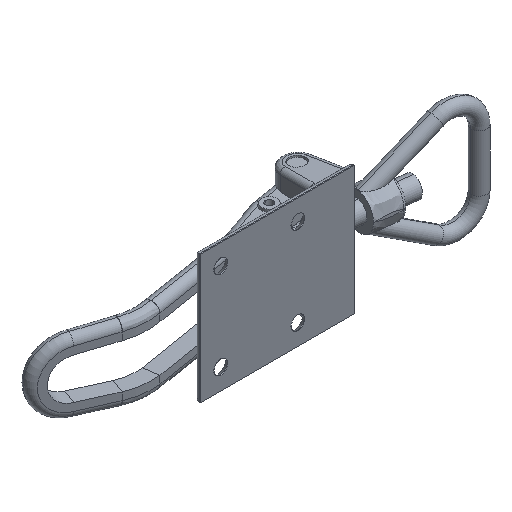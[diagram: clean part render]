
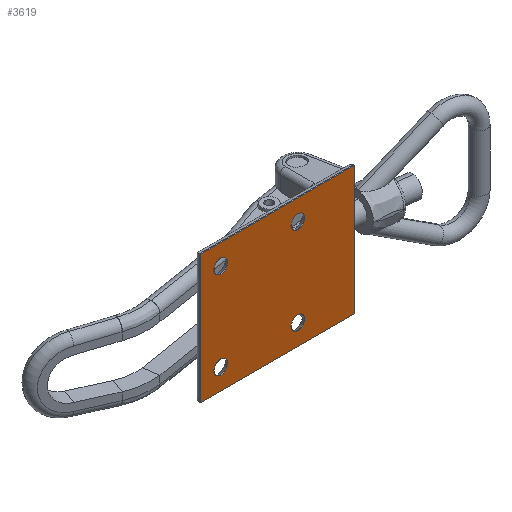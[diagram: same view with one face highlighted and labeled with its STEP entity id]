
A CAD part, isometric view. The second image highlights one B-rep face of the part: STEP entity #3619.
In plain terms, the highlighted planar face has unit normal (0, -1, 0).
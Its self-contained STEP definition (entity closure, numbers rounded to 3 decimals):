
#210 = PLANE ( 'NONE',  #3515 ) ;
#439 = CARTESIAN_POINT ( 'NONE',  ( -22., 0., -39.35 ) ) ;
#449 = VERTEX_POINT ( 'NONE', #439 ) ;
#504 = AXIS2_PLACEMENT_3D ( 'NONE', #4682, #671, #5344 ) ;
#575 = EDGE_LOOP ( 'NONE', ( #3312, #2141, #4975, #8376 ) ) ;
#583 = CARTESIAN_POINT ( 'NONE',  ( -52., 0., -44.65 ) ) ;
#600 = CIRCLE ( 'NONE', #2318, 2.65 ) ;
#605 = EDGE_CURVE ( 'NONE', #2397, #449, #915, .T. ) ;
#671 = DIRECTION ( 'NONE',  ( 0., 1., 0. ) ) ;
#737 = DIRECTION ( 'NONE',  ( 0., 1., 0. ) ) ;
#915 = CIRCLE ( 'NONE', #4597, 2.65 ) ;
#917 = CARTESIAN_POINT ( 'NONE',  ( -60., 0., 0. ) ) ;
#956 = CARTESIAN_POINT ( 'NONE',  ( -22., 0., -5.35 ) ) ;
#1011 = VERTEX_POINT ( 'NONE', #7463 ) ;
#1073 = ORIENTED_EDGE ( 'NONE', *, *, #1350, .T. ) ;
#1101 = VERTEX_POINT ( 'NONE', #6887 ) ;
#1284 = EDGE_CURVE ( 'NONE', #3639, #2193, #2601, .T. ) ;
#1350 = EDGE_CURVE ( 'NONE', #1101, #1875, #600, .T. ) ;
#1374 = CARTESIAN_POINT ( 'NONE',  ( -52., 0., -8. ) ) ;
#1430 = CIRCLE ( 'NONE', #2428, 2.65 ) ;
#1538 = VERTEX_POINT ( 'NONE', #4349 ) ;
#1858 = EDGE_CURVE ( 'NONE', #1875, #1101, #1430, .T. ) ;
#1875 = VERTEX_POINT ( 'NONE', #8601 ) ;
#2141 = ORIENTED_EDGE ( 'NONE', *, *, #3913, .F. ) ;
#2193 = VERTEX_POINT ( 'NONE', #2257 ) ;
#2194 = CIRCLE ( 'NONE', #504, 2.65 ) ;
#2257 = CARTESIAN_POINT ( 'NONE',  ( 0., 0., -50. ) ) ;
#2318 = AXIS2_PLACEMENT_3D ( 'NONE', #1374, #6061, #5644 ) ;
#2397 = VERTEX_POINT ( 'NONE', #3237 ) ;
#2428 = AXIS2_PLACEMENT_3D ( 'NONE', #3244, #7940, #3920 ) ;
#2460 = VECTOR ( 'NONE', #5586, 1000. ) ;
#2541 = EDGE_LOOP ( 'NONE', ( #2970, #7179 ) ) ;
#2601 = LINE ( 'NONE', #6539, #7724 ) ;
#2666 = FACE_OUTER_BOUND ( 'NONE', #575, .T. ) ;
#2769 = VECTOR ( 'NONE', #8000, 1000. ) ;
#2776 = CARTESIAN_POINT ( 'NONE',  ( -22., 0., -42. ) ) ;
#2879 = FACE_BOUND ( 'NONE', #6552, .T. ) ;
#2970 = ORIENTED_EDGE ( 'NONE', *, *, #8131, .T. ) ;
#3023 = DIRECTION ( 'NONE',  ( 0., 1., 0. ) ) ;
#3159 = CARTESIAN_POINT ( 'NONE',  ( -52., 0., -42. ) ) ;
#3163 = VECTOR ( 'NONE', #3417, 1000. ) ;
#3216 = ORIENTED_EDGE ( 'NONE', *, *, #7944, .T. ) ;
#3237 = CARTESIAN_POINT ( 'NONE',  ( -22., 0., -44.65 ) ) ;
#3244 = CARTESIAN_POINT ( 'NONE',  ( -52., 0., -8. ) ) ;
#3312 = ORIENTED_EDGE ( 'NONE', *, *, #1284, .F. ) ;
#3375 = VERTEX_POINT ( 'NONE', #956 ) ;
#3417 = DIRECTION ( 'NONE',  ( -1., 0., 0. ) ) ;
#3436 = DIRECTION ( 'NONE',  ( 0., 0., 1. ) ) ;
#3515 = AXIS2_PLACEMENT_3D ( 'NONE', #7587, #3574, #8282 ) ;
#3550 = DIRECTION ( 'NONE',  ( 0., 1., 0. ) ) ;
#3574 = DIRECTION ( 'NONE',  ( 0., 1., 0. ) ) ;
#3619 = ADVANCED_FACE ( 'NONE', ( #2879, #4433, #8019, #6227, #2666 ), #210, .F. ) ;
#3632 = EDGE_CURVE ( 'NONE', #1538, #7483, #4232, .T. ) ;
#3639 = VERTEX_POINT ( 'NONE', #6946 ) ;
#3808 = AXIS2_PLACEMENT_3D ( 'NONE', #3159, #7847, #3821 ) ;
#3821 = DIRECTION ( 'NONE',  ( 0., 0., 1. ) ) ;
#3845 = CIRCLE ( 'NONE', #6651, 2.65 ) ;
#3851 = AXIS2_PLACEMENT_3D ( 'NONE', #4738, #737, #5413 ) ;
#3913 = EDGE_CURVE ( 'NONE', #7483, #3639, #8121, .T. ) ;
#3920 = DIRECTION ( 'NONE',  ( 0., 0., 1. ) ) ;
#4078 = AXIS2_PLACEMENT_3D ( 'NONE', #2776, #7450, #3436 ) ;
#4126 = ORIENTED_EDGE ( 'NONE', *, *, #4191, .T. ) ;
#4191 = EDGE_CURVE ( 'NONE', #449, #2397, #8652, .T. ) ;
#4232 = LINE ( 'NONE', #917, #2460 ) ;
#4309 = EDGE_LOOP ( 'NONE', ( #1073, #4520 ) ) ;
#4349 = CARTESIAN_POINT ( 'NONE',  ( -60., 0., -50. ) ) ;
#4433 = FACE_BOUND ( 'NONE', #5375, .T. ) ;
#4466 = DIRECTION ( 'NONE',  ( 0., 0., -1. ) ) ;
#4520 = ORIENTED_EDGE ( 'NONE', *, *, #1858, .T. ) ;
#4597 = AXIS2_PLACEMENT_3D ( 'NONE', #7032, #3023, #7708 ) ;
#4682 = CARTESIAN_POINT ( 'NONE',  ( -22., 0., -8. ) ) ;
#4722 = ORIENTED_EDGE ( 'NONE', *, *, #605, .T. ) ;
#4738 = CARTESIAN_POINT ( 'NONE',  ( -22., 0., -8. ) ) ;
#4793 = CIRCLE ( 'NONE', #3808, 2.65 ) ;
#4892 = CARTESIAN_POINT ( 'NONE',  ( -60., 0., 0. ) ) ;
#4943 = CARTESIAN_POINT ( 'NONE',  ( -22., 0., -10.65 ) ) ;
#4975 = ORIENTED_EDGE ( 'NONE', *, *, #3632, .F. ) ;
#5078 = EDGE_CURVE ( 'NONE', #6778, #3375, #6743, .T. ) ;
#5124 = EDGE_CURVE ( 'NONE', #2193, #1538, #8519, .T. ) ;
#5344 = DIRECTION ( 'NONE',  ( 0., 0., 1. ) ) ;
#5375 = EDGE_LOOP ( 'NONE', ( #4126, #4722 ) ) ;
#5413 = DIRECTION ( 'NONE',  ( 0., 0., 1. ) ) ;
#5561 = ORIENTED_EDGE ( 'NONE', *, *, #8526, .T. ) ;
#5586 = DIRECTION ( 'NONE',  ( 0., 0., 1. ) ) ;
#5644 = DIRECTION ( 'NONE',  ( 0., 0., 1. ) ) ;
#6061 = DIRECTION ( 'NONE',  ( 0., 1., 0. ) ) ;
#6227 = FACE_BOUND ( 'NONE', #4309, .T. ) ;
#6539 = CARTESIAN_POINT ( 'NONE',  ( 0., 0., 0. ) ) ;
#6552 = EDGE_LOOP ( 'NONE', ( #5561, #3216 ) ) ;
#6651 = AXIS2_PLACEMENT_3D ( 'NONE', #7559, #3550, #8257 ) ;
#6661 = CARTESIAN_POINT ( 'NONE',  ( 0., 0., 0. ) ) ;
#6743 = CIRCLE ( 'NONE', #3851, 2.65 ) ;
#6778 = VERTEX_POINT ( 'NONE', #4943 ) ;
#6887 = CARTESIAN_POINT ( 'NONE',  ( -52., 0., -5.35 ) ) ;
#6946 = CARTESIAN_POINT ( 'NONE',  ( 0., 0., 0. ) ) ;
#7032 = CARTESIAN_POINT ( 'NONE',  ( -22., 0., -42. ) ) ;
#7179 = ORIENTED_EDGE ( 'NONE', *, *, #5078, .T. ) ;
#7450 = DIRECTION ( 'NONE',  ( 0., 1., 0. ) ) ;
#7463 = CARTESIAN_POINT ( 'NONE',  ( -52., 0., -39.35 ) ) ;
#7483 = VERTEX_POINT ( 'NONE', #4892 ) ;
#7559 = CARTESIAN_POINT ( 'NONE',  ( -52., 0., -42. ) ) ;
#7587 = CARTESIAN_POINT ( 'NONE',  ( 0., 0., 0. ) ) ;
#7708 = DIRECTION ( 'NONE',  ( 0., 0., 1. ) ) ;
#7724 = VECTOR ( 'NONE', #4466, 1000. ) ;
#7847 = DIRECTION ( 'NONE',  ( 0., 1., 0. ) ) ;
#7940 = DIRECTION ( 'NONE',  ( 0., 1., 0. ) ) ;
#7944 = EDGE_CURVE ( 'NONE', #8058, #1011, #4793, .T. ) ;
#8000 = DIRECTION ( 'NONE',  ( 1., 0., 0. ) ) ;
#8019 = FACE_BOUND ( 'NONE', #2541, .T. ) ;
#8058 = VERTEX_POINT ( 'NONE', #583 ) ;
#8121 = LINE ( 'NONE', #6661, #2769 ) ;
#8123 = CARTESIAN_POINT ( 'NONE',  ( 0., 0., -50. ) ) ;
#8131 = EDGE_CURVE ( 'NONE', #3375, #6778, #2194, .T. ) ;
#8257 = DIRECTION ( 'NONE',  ( 0., 0., 1. ) ) ;
#8282 = DIRECTION ( 'NONE',  ( 0., 0., 1. ) ) ;
#8376 = ORIENTED_EDGE ( 'NONE', *, *, #5124, .F. ) ;
#8519 = LINE ( 'NONE', #8123, #3163 ) ;
#8526 = EDGE_CURVE ( 'NONE', #1011, #8058, #3845, .T. ) ;
#8601 = CARTESIAN_POINT ( 'NONE',  ( -52., 0., -10.65 ) ) ;
#8652 = CIRCLE ( 'NONE', #4078, 2.65 ) ;
